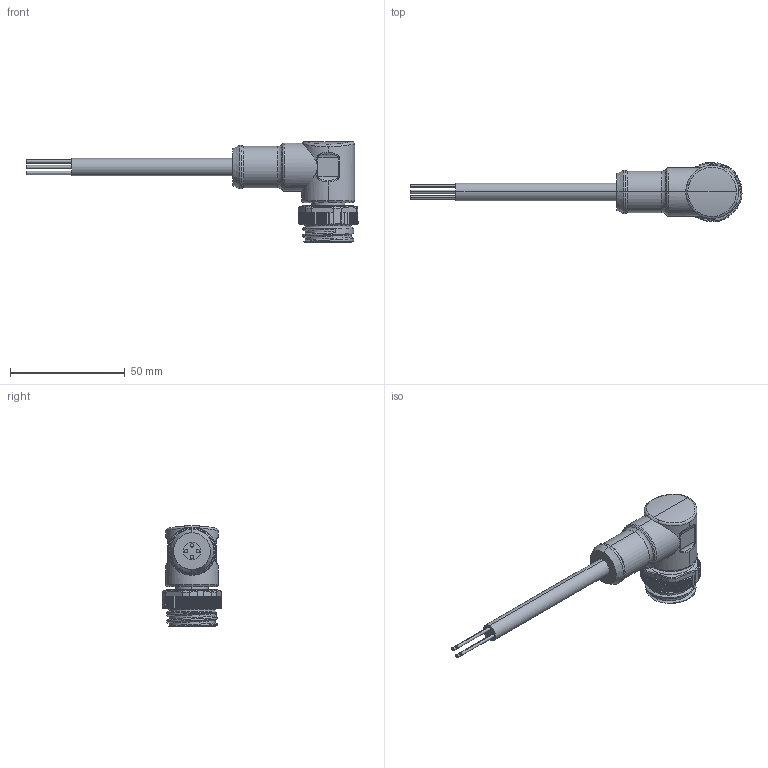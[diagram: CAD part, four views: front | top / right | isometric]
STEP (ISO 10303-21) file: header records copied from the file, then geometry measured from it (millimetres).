
FILE_DESCRIPTION (( 'STEP AP203' ), '1' );
FILE_NAME ('7700-A4011-U0C0100.step', '2025-06-19T17:24:03', ( '' ), ( '' ), 'SwSTEP 2.0', 'SolidWorks 2024', '' );
FILE_SCHEMA (( 'CONFIG_CONTROL_DESIGN' ));
Length unit declared in the file: millimetre
Products named in the file (1): 7700-A4011-U0C0100
Bounding box: 144.49 x 25.95 x 43.76 mm (x, y, z)
Volume: 28279.7 mm3; surface area: 10856.3 mm2
Topology: 1 solids, 1 shells, 604 faces, 1687 edges, 1098 vertices
Faces by surface type: cylinder 282, plane 238, cone 37, torus 33, bspline 14
Entity records: 22343 total; most frequent: CARTESIAN_POINT 7009, ORIENTED_EDGE 3374, DIRECTION 3056, EDGE_CURVE 1687, AXIS2_PLACEMENT_3D 1151, VERTEX_POINT 1098, LINE 754, VECTOR 754
